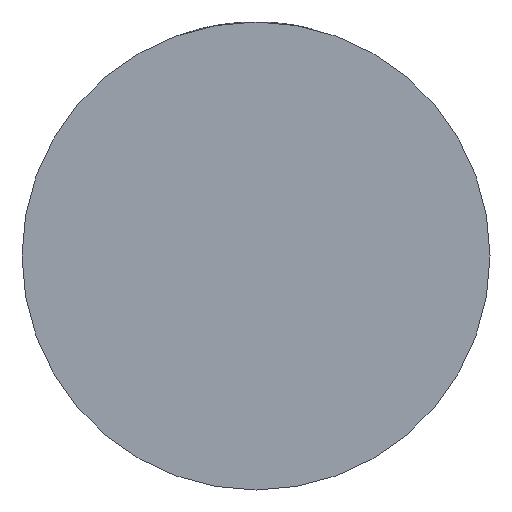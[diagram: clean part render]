
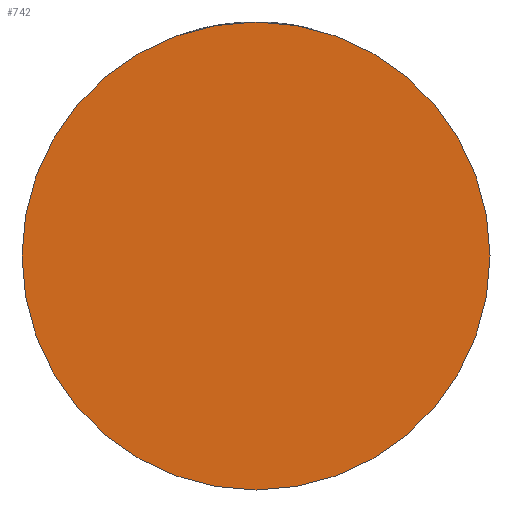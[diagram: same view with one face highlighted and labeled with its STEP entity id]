
A CAD part, front view. The second image highlights one B-rep face of the part: STEP entity #742.
In plain terms, the highlighted planar face has unit normal (0, -1, 0).
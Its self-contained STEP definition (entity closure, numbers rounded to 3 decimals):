
#20 = DIRECTION ( 'NONE',  ( 0., 1., 0. ) ) ;
#37 = FACE_OUTER_BOUND ( 'NONE', #663, .T. ) ;
#65 = EDGE_CURVE ( 'NONE', #1303, #1144, #547, .T. ) ;
#151 = DIRECTION ( 'NONE',  ( 0., 1., 0. ) ) ;
#175 = DIRECTION ( 'NONE',  ( 0., 1., 0. ) ) ;
#180 = DIRECTION ( 'NONE',  ( 0., 0., 1. ) ) ;
#410 = CARTESIAN_POINT ( 'NONE',  ( 0., 0., 6.5 ) ) ;
#503 = AXIS2_PLACEMENT_3D ( 'NONE', #713, #20, #811 ) ;
#520 = AXIS2_PLACEMENT_3D ( 'NONE', #773, #175, #180 ) ;
#547 = CIRCLE ( 'NONE', #520, 6.5 ) ;
#550 = CARTESIAN_POINT ( 'NONE',  ( 0., 0., 0. ) ) ;
#602 = ORIENTED_EDGE ( 'NONE', *, *, #65, .F. ) ;
#663 = EDGE_LOOP ( 'NONE', ( #1180, #602 ) ) ;
#713 = CARTESIAN_POINT ( 'NONE',  ( 0., 0., 0. ) ) ;
#720 = CARTESIAN_POINT ( 'NONE',  ( 0., 0., -6.5 ) ) ;
#742 = ADVANCED_FACE ( 'NONE', ( #37 ), #1024, .F. ) ;
#773 = CARTESIAN_POINT ( 'NONE',  ( 0., 0., 0. ) ) ;
#811 = DIRECTION ( 'NONE',  ( 0., 0., 1. ) ) ;
#1024 = PLANE ( 'NONE',  #503 ) ;
#1033 = EDGE_CURVE ( 'NONE', #1144, #1303, #1167, .T. ) ;
#1047 = DIRECTION ( 'NONE',  ( 0., 0., 1. ) ) ;
#1096 = AXIS2_PLACEMENT_3D ( 'NONE', #550, #151, #1047 ) ;
#1144 = VERTEX_POINT ( 'NONE', #720 ) ;
#1167 = CIRCLE ( 'NONE', #1096, 6.5 ) ;
#1180 = ORIENTED_EDGE ( 'NONE', *, *, #1033, .F. ) ;
#1303 = VERTEX_POINT ( 'NONE', #410 ) ;
